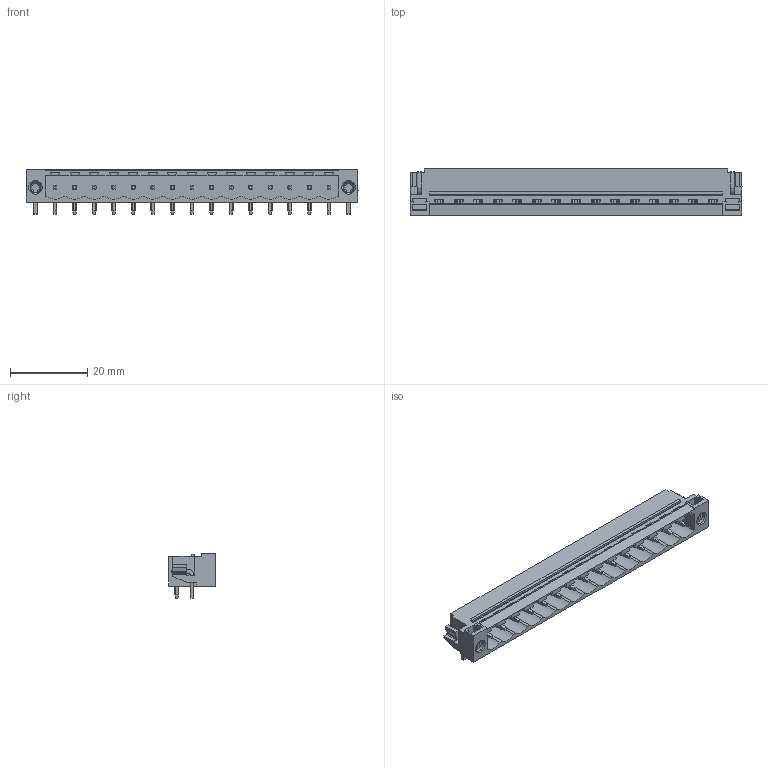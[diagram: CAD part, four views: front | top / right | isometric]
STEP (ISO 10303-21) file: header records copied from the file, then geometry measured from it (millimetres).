
FILE_DESCRIPTION(('CATIA V5 STEP Exchange','CAx-IF Rec.Pracs.--- Model Styling and Organization---1.2---2011-12-15'),'2;1');
FILE_NAME ('D1449328_0', '2018-10-25T07:30:02+00:00', ('none'), ('Weidmueller'), 'CATIA Version 5-6 Release 2014', 'CATIA V5 STEP AP214', 'none');
FILE_SCHEMA(('AUTOMOTIVE_DESIGN { 1 0 10303 214 1 1 1 1 }'));
Length unit declared in the file: millimetre
Products named in the file (1): 1150490000
Bounding box: 86.2 x 12 x 11.63 mm (x, y, z)
Volume: 4051 mm3; surface area: 6844.4 mm2
Topology: 20 solids, 20 shells, 891 faces, 2485 edges, 1604 vertices
Faces by surface type: plane 596, cylinder 283, cone 12
Entity records: 26080 total; most frequent: CARTESIAN_POINT 5707, ORIENTED_EDGE 4970, DIRECTION 2889, EDGE_CURVE 2479, VECTOR 1785, LINE 1785, VERTEX_POINT 1596, EDGE_LOOP 933
